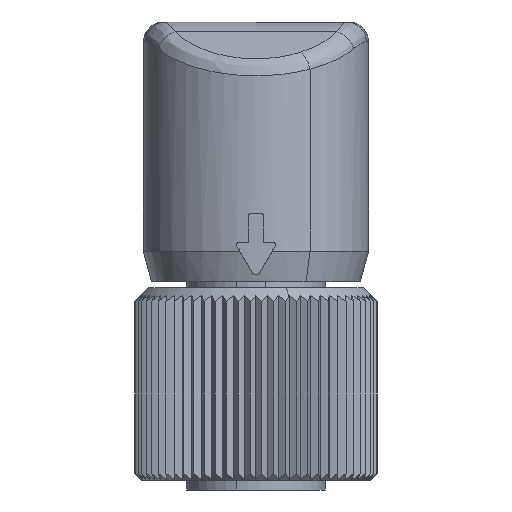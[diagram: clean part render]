
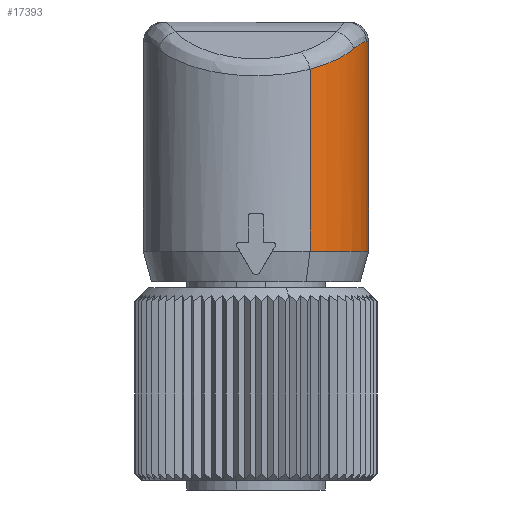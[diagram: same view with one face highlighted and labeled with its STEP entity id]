
A CAD part, front view. The second image highlights one B-rep face of the part: STEP entity #17393.
In plain terms, the highlighted cylindrical face has radius 4.6 mm (diameter 9.2 mm), a partial arc.
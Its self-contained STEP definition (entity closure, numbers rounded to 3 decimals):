
#17228=AXIS2_PLACEMENT_3D('Circle Axis2P3D',#17226,#17227,$) ;
#17267=AXIS2_PLACEMENT_3D('Cylinder Axis2P3D',#17264,#17265,#17266) ;
#17358=AXIS2_PLACEMENT_3D('Circle Axis2P3D',#17356,#17357,$) ;
#17226=CARTESIAN_POINT('Axis2P3D Location',(4.953,4.953,9.75)) ;
#17230=CARTESIAN_POINT('Vertex',(7.159,0.916,9.75)) ;
#17232=CARTESIAN_POINT('Vertex',(8.025,8.377,9.75)) ;
#17264=CARTESIAN_POINT('Axis2P3D Location',(4.953,4.953,13.8)) ;
#17269=CARTESIAN_POINT('Line Origine',(7.159,0.916,14.425)) ;
#17273=CARTESIAN_POINT('Vertex',(7.159,0.916,17.174)) ;
#17277=CARTESIAN_POINT('Control Point',(8.815,7.453,10.79)) ;
#17278=CARTESIAN_POINT('Control Point',(8.609,7.772,10.413)) ;
#17279=CARTESIAN_POINT('Control Point',(8.347,8.088,10.064)) ;
#17280=CARTESIAN_POINT('Control Point',(8.025,8.377,9.75)) ;
#17281=CARTESIAN_POINT('Vertex',(8.815,7.453,10.79)) ;
#17285=CARTESIAN_POINT('Control Point',(8.815,7.453,10.79)) ;
#17286=CARTESIAN_POINT('Control Point',(8.883,7.348,10.915)) ;
#17287=CARTESIAN_POINT('Control Point',(8.946,7.243,11.042)) ;
#17288=CARTESIAN_POINT('Control Point',(9.004,7.138,11.173)) ;
#17289=CARTESIAN_POINT('Control Point',(9.106,6.94,11.428)) ;
#17290=CARTESIAN_POINT('Control Point',(9.189,6.752,11.697)) ;
#17291=CARTESIAN_POINT('Control Point',(9.224,6.665,11.829)) ;
#17292=CARTESIAN_POINT('Control Point',(9.287,6.5,12.106)) ;
#17293=CARTESIAN_POINT('Control Point',(9.33,6.372,12.406)) ;
#17294=CARTESIAN_POINT('Control Point',(9.345,6.321,12.567)) ;
#17295=CARTESIAN_POINT('Control Point',(9.353,6.295,12.734)) ;
#17296=CARTESIAN_POINT('Control Point',(9.353,6.295,12.9)) ;
#17297=CARTESIAN_POINT('Vertex',(9.353,6.295,12.9)) ;
#17300=CARTESIAN_POINT('Line Origine',(9.353,6.295,14.425)) ;
#17304=CARTESIAN_POINT('Vertex',(9.353,6.295,15.74)) ;
#17308=CARTESIAN_POINT('Control Point',(6.463,9.298,18.059)) ;
#17309=CARTESIAN_POINT('Control Point',(6.773,9.191,18.066)) ;
#17310=CARTESIAN_POINT('Control Point',(7.064,9.059,18.038)) ;
#17311=CARTESIAN_POINT('Control Point',(7.33,8.908,17.982)) ;
#17312=CARTESIAN_POINT('Control Point',(7.759,8.619,17.852)) ;
#17313=CARTESIAN_POINT('Control Point',(8.117,8.303,17.676)) ;
#17314=CARTESIAN_POINT('Control Point',(8.262,8.159,17.592)) ;
#17315=CARTESIAN_POINT('Control Point',(8.536,7.856,17.405)) ;
#17316=CARTESIAN_POINT('Control Point',(8.762,7.543,17.196)) ;
#17317=CARTESIAN_POINT('Control Point',(8.867,7.381,17.082)) ;
#17318=CARTESIAN_POINT('Control Point',(9.006,7.14,16.905)) ;
#17319=CARTESIAN_POINT('Control Point',(9.122,6.902,16.706)) ;
#17320=CARTESIAN_POINT('Control Point',(9.157,6.825,16.639)) ;
#17321=CARTESIAN_POINT('Control Point',(9.208,6.705,16.527)) ;
#17322=CARTESIAN_POINT('Control Point',(9.253,6.59,16.401)) ;
#17323=CARTESIAN_POINT('Control Point',(9.269,6.548,16.352)) ;
#17324=CARTESIAN_POINT('Control Point',(9.305,6.448,16.225)) ;
#17325=CARTESIAN_POINT('Control Point',(9.333,6.362,16.075)) ;
#17326=CARTESIAN_POINT('Control Point',(9.347,6.316,15.973)) ;
#17327=CARTESIAN_POINT('Control Point',(9.353,6.295,15.856)) ;
#17328=CARTESIAN_POINT('Control Point',(9.353,6.295,15.74)) ;
#17329=CARTESIAN_POINT('Vertex',(6.463,9.298,18.059)) ;
#17333=CARTESIAN_POINT('Control Point',(3.443,9.298,18.059)) ;
#17334=CARTESIAN_POINT('Control Point',(4.17,9.551,18.041)) ;
#17335=CARTESIAN_POINT('Control Point',(4.953,9.642,18.035)) ;
#17336=CARTESIAN_POINT('Control Point',(5.737,9.551,18.041)) ;
#17337=CARTESIAN_POINT('Control Point',(6.463,9.298,18.059)) ;
#17338=CARTESIAN_POINT('Vertex',(3.443,9.298,18.059)) ;
#17342=CARTESIAN_POINT('Control Point',(3.443,9.298,18.059)) ;
#17343=CARTESIAN_POINT('Control Point',(3.195,9.212,18.065)) ;
#17344=CARTESIAN_POINT('Control Point',(2.962,9.107,18.043)) ;
#17345=CARTESIAN_POINT('Control Point',(2.748,8.99,18.004)) ;
#17346=CARTESIAN_POINT('Vertex',(2.748,8.99,18.004)) ;
#17349=CARTESIAN_POINT('Line Origine',(2.748,8.99,14.425)) ;
#17353=CARTESIAN_POINT('Vertex',(2.748,8.99,18.3)) ;
#17356=CARTESIAN_POINT('Axis2P3D Location',(4.953,4.953,18.3)) ;
#17360=CARTESIAN_POINT('Vertex',(9.451,3.99,18.3)) ;
#17364=CARTESIAN_POINT('Control Point',(9.451,3.99,18.3)) ;
#17365=CARTESIAN_POINT('Control Point',(9.374,3.631,18.3)) ;
#17366=CARTESIAN_POINT('Control Point',(9.259,3.279,18.246)) ;
#17367=CARTESIAN_POINT('Control Point',(9.109,2.952,18.145)) ;
#17368=CARTESIAN_POINT('Control Point',(8.94,2.658,18.005)) ;
#17369=CARTESIAN_POINT('Vertex',(8.94,2.658,18.005)) ;
#17373=CARTESIAN_POINT('Control Point',(7.159,0.916,17.174)) ;
#17374=CARTESIAN_POINT('Control Point',(7.73,1.229,17.323)) ;
#17375=CARTESIAN_POINT('Control Point',(8.231,1.643,17.521)) ;
#17376=CARTESIAN_POINT('Control Point',(8.635,2.128,17.752)) ;
#17377=CARTESIAN_POINT('Control Point',(8.94,2.658,18.005)) ;
#17227=DIRECTION('Axis2P3D Direction',(0.,0.,1.)) ;
#17265=DIRECTION('Axis2P3D Direction',(0.,0.,1.)) ;
#17266=DIRECTION('Axis2P3D XDirection',(0.479,-0.878,0.)) ;
#17270=DIRECTION('Vector Direction',(0.,0.,1.)) ;
#17301=DIRECTION('Vector Direction',(0.,0.,1.)) ;
#17350=DIRECTION('Vector Direction',(0.,0.,1.)) ;
#17357=DIRECTION('Axis2P3D Direction',(0.,0.,1.)) ;
#17271=VECTOR('Line Direction',#17270,1.) ;
#17302=VECTOR('Line Direction',#17301,1.) ;
#17351=VECTOR('Line Direction',#17350,1.) ;
#17380=ORIENTED_EDGE('',*,*,#17275,.T.) ;
#17381=ORIENTED_EDGE('',*,*,#17234,.T.) ;
#17382=ORIENTED_EDGE('',*,*,#17283,.F.) ;
#17383=ORIENTED_EDGE('',*,*,#17299,.T.) ;
#17384=ORIENTED_EDGE('',*,*,#17306,.F.) ;
#17385=ORIENTED_EDGE('',*,*,#17331,.F.) ;
#17386=ORIENTED_EDGE('',*,*,#17340,.F.) ;
#17387=ORIENTED_EDGE('',*,*,#17348,.F.) ;
#17388=ORIENTED_EDGE('',*,*,#17355,.T.) ;
#17389=ORIENTED_EDGE('',*,*,#17362,.F.) ;
#17390=ORIENTED_EDGE('',*,*,#17371,.F.) ;
#17391=ORIENTED_EDGE('',*,*,#17378,.F.) ;
#17393=ADVANCED_FACE('Hauptkoerper',(#17392),#17268,.T.) ;
#17276=B_SPLINE_CURVE_WITH_KNOTS('',3,(#17277,#17278,#17279,#17280),.UNSPECIFIED.,.F.,.U.,(4,4),(0.,2.268),.UNSPECIFIED.) ;
#17284=B_SPLINE_CURVE_WITH_KNOTS('',5,(#17285,#17286,#17287,#17288,#17289,#17290,#17291,#17292,#17293,#17294,#17295,#17296),.UNSPECIFIED.,.F.,.U.,(6,3,3,6),(0.,1.251,2.393,3.568),.UNSPECIFIED.) ;
#17307=B_SPLINE_CURVE_WITH_KNOTS('',5,(#17308,#17309,#17310,#17311,#17312,#17313,#17314,#17315,#17316,#17317,#17318,#17319,#17320,#17321,#17322,#17323,#17324,#17325,#17326,#17327,#17328),.UNSPECIFIED.,.F.,.U.,(6,3,3,3,3,3,6),(0.,2.24,4.018,5.91,6.821,7.358,8.15),.UNSPECIFIED.) ;
#17332=B_SPLINE_CURVE_WITH_KNOTS('',4,(#17333,#17334,#17335,#17336,#17337),.UNSPECIFIED.,.F.,.U.,(5,5),(1.077,5.429),.UNSPECIFIED.) ;
#17341=B_SPLINE_CURVE_WITH_KNOTS('',3,(#17342,#17343,#17344,#17345),.UNSPECIFIED.,.F.,.U.,(4,4),(0.,1.077),.UNSPECIFIED.) ;
#17363=B_SPLINE_CURVE_WITH_KNOTS('',4,(#17364,#17365,#17366,#17367,#17368),.UNSPECIFIED.,.F.,.U.,(5,5),(11.156,13.352),.UNSPECIFIED.) ;
#17372=B_SPLINE_CURVE_WITH_KNOTS('',4,(#17373,#17374,#17375,#17376,#17377),.UNSPECIFIED.,.F.,.U.,(5,5),(0.,3.481),.UNSPECIFIED.) ;
#17229=CIRCLE('generated circle',#17228,4.6) ;
#17359=CIRCLE('generated circle',#17358,4.6) ;
#17268=CYLINDRICAL_SURFACE('generated cylinder',#17267,4.6) ;
#17234=EDGE_CURVE('',#17231,#17233,#17229,.T.) ;
#17275=EDGE_CURVE('',#17274,#17231,#17272,.F.) ;
#17283=EDGE_CURVE('',#17282,#17233,#17276,.T.) ;
#17299=EDGE_CURVE('',#17282,#17298,#17284,.T.) ;
#17306=EDGE_CURVE('',#17305,#17298,#17303,.F.) ;
#17331=EDGE_CURVE('',#17330,#17305,#17307,.T.) ;
#17340=EDGE_CURVE('',#17339,#17330,#17332,.T.) ;
#17348=EDGE_CURVE('',#17347,#17339,#17341,.F.) ;
#17355=EDGE_CURVE('',#17347,#17354,#17352,.T.) ;
#17362=EDGE_CURVE('',#17361,#17354,#17359,.T.) ;
#17371=EDGE_CURVE('',#17370,#17361,#17363,.F.) ;
#17378=EDGE_CURVE('',#17274,#17370,#17372,.T.) ;
#17379=EDGE_LOOP('',(#17380,#17381,#17382,#17383,#17384,#17385,#17386,#17387,#17388,#17389,#17390,#17391)) ;
#17392=FACE_OUTER_BOUND('',#17379,.T.) ;
#17272=LINE('Line',#17269,#17271) ;
#17303=LINE('Line',#17300,#17302) ;
#17352=LINE('Line',#17349,#17351) ;
#17231=VERTEX_POINT('',#17230) ;
#17233=VERTEX_POINT('',#17232) ;
#17274=VERTEX_POINT('',#17273) ;
#17282=VERTEX_POINT('',#17281) ;
#17298=VERTEX_POINT('',#17297) ;
#17305=VERTEX_POINT('',#17304) ;
#17330=VERTEX_POINT('',#17329) ;
#17339=VERTEX_POINT('',#17338) ;
#17347=VERTEX_POINT('',#17346) ;
#17354=VERTEX_POINT('',#17353) ;
#17361=VERTEX_POINT('',#17360) ;
#17370=VERTEX_POINT('',#17369) ;
